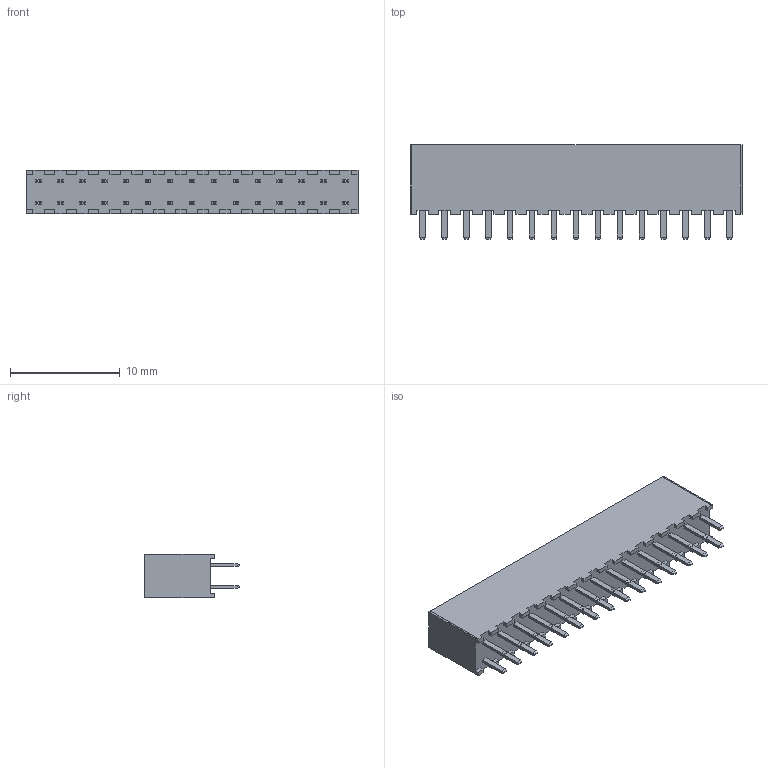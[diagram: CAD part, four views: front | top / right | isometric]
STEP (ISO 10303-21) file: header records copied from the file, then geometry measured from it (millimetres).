
FILE_DESCRIPTION (( 'STEP AP214' ), '1' );
FILE_NAME ('Samtec-SQW-115-01-F-D.step', '2012-12-30T22:59:21', ( 'Windows User' ), ( '' ), 'SwSTEP 2.0', 'SolidWorks 2013', '' );
FILE_SCHEMA (( 'AUTOMOTIVE_DESIGN' ));
Length unit declared in the file: inch
Products named in the file (1): Samtec-SQW-115-01-F-D
Bounding box: 30.3 x 8.64 x 4 mm (x, y, z)
Volume: 711.3 mm3; surface area: 947 mm2
Topology: 1 solids, 1 shells, 674 faces, 1596 edges, 984 vertices
Faces by surface type: plane 674
Entity records: 23952 total; most frequent: CARTESIAN_POINT 3255, ORIENTED_EDGE 3192, DIRECTION 2946, EDGE_CURVE 1596, LINE 1596, VECTOR 1596, VERTEX_POINT 984, EDGE_LOOP 734
